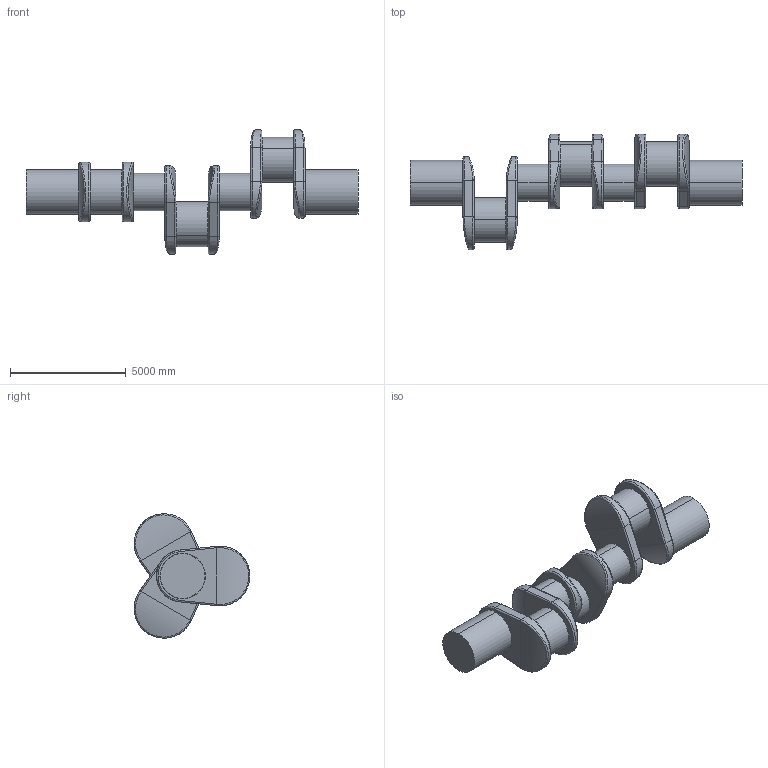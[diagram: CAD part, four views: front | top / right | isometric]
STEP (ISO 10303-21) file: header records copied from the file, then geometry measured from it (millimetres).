
FILE_DESCRIPTION((''),'2;1');
FILE_NAME('CRANK_SHAFT','2026-01-05T14:44:23',('H576696'),('Honeywell International Inc.'),'CREO PARAMETRIC BY PTC INC, 2023134','CREO PARAMETRIC BY PTC INC, 2023134','');
FILE_SCHEMA(('AUTOMOTIVE_DESIGN { 1 0 10303 214 1 1 1 1 }'));
Length unit declared in the file: inch
Products named in the file (1): CRANK_SHAFT
Bounding box: 14347.95 x 4999.18 x 5373.62 mm (x, y, z)
Volume: 54215729198.6 mm3; surface area: 166480247.7 mm2
Topology: 1 solids, 1 shells, 160 faces, 342 edges, 196 vertices
Faces by surface type: cylinder 62, torus 48, plane 26, bspline 24
Entity records: 6823 total; most frequent: CARTESIAN_POINT 3257, DIRECTION 764, ORIENTED_EDGE 684, EDGE_CURVE 342, AXIS2_PLACEMENT_3D 333, VERTEX_POINT 196, CIRCLE 196, EDGE_LOOP 172
